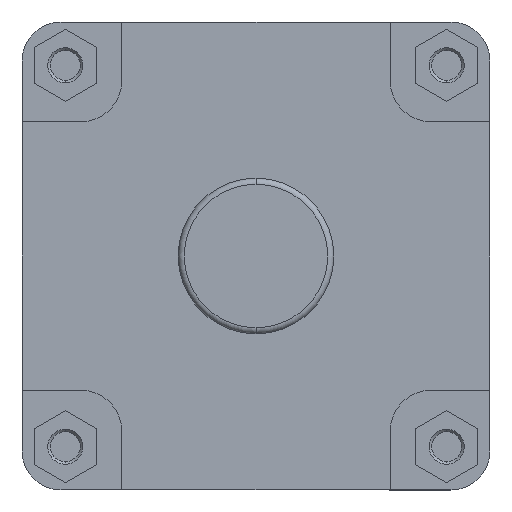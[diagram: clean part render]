
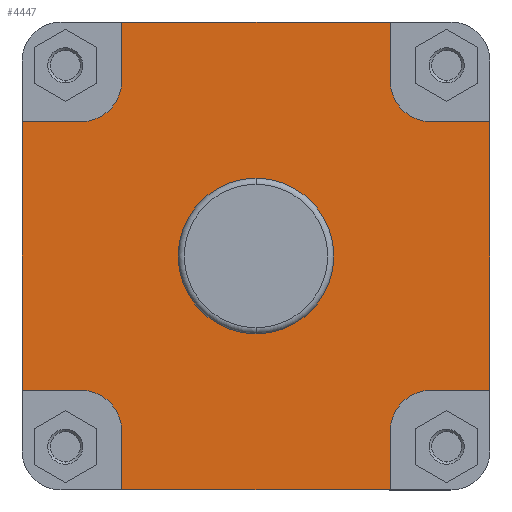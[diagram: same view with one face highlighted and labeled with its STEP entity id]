
A CAD part, left-side view. The second image highlights one B-rep face of the part: STEP entity #4447.
In plain terms, the highlighted planar face has unit normal (-1, 0, 0).
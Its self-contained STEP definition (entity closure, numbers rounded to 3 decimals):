
#132 = CARTESIAN_POINT ( 'NONE',  ( 67., 44.9, 0. ) ) ;
#143 = PLANE ( 'NONE',  #4006 ) ;
#144 = DIRECTION ( 'NONE',  ( 1., 0., 0. ) ) ;
#145 = DIRECTION ( 'NONE',  ( 0., 0., -1. ) ) ;
#595 = FACE_OUTER_BOUND ( 'NONE', #5427, .T. ) ;
#602 = FACE_BOUND ( 'NONE', #5452, .T. ) ;
#807 = LINE ( 'NONE', #1485, #819 ) ;
#809 = VECTOR ( 'NONE', #1476, 1000. ) ;
#810 = LINE ( 'NONE', #1475, #813 ) ;
#811 = LINE ( 'NONE', #1470, #809 ) ;
#813 = VECTOR ( 'NONE', #1478, 1000. ) ;
#814 = VECTOR ( 'NONE', #1486, 1000. ) ;
#817 = LINE ( 'NONE', #1477, #814 ) ;
#818 = CIRCLE ( 'NONE', #4062, 23.5 ) ;
#819 = VECTOR ( 'NONE', #1488, 1000. ) ;
#820 = VECTOR ( 'NONE', #1496, 1000. ) ;
#821 = LINE ( 'NONE', #1490, #822 ) ;
#822 = VECTOR ( 'NONE', #1491, 1000. ) ;
#823 = VECTOR ( 'NONE', #1500, 1000. ) ;
#825 = LINE ( 'NONE', #1489, #820 ) ;
#828 = LINE ( 'NONE', #1487, #823 ) ;
#829 = CIRCLE ( 'NONE', #4067, 23.5 ) ;
#1101 = VECTOR ( 'NONE', #1899, 1000. ) ;
#1107 = LINE ( 'NONE', #1898, #1101 ) ;
#1108 = LINE ( 'NONE', #1880, #1112 ) ;
#1112 = VECTOR ( 'NONE', #1893, 1000. ) ;
#1114 = LINE ( 'NONE', #1894, #1115 ) ;
#1115 = VECTOR ( 'NONE', #1895, 1000. ) ;
#1118 = CIRCLE ( 'NONE', #4116, 23.5 ) ;
#1121 = LINE ( 'NONE', #1902, #1122 ) ;
#1122 = VECTOR ( 'NONE', #1903, 1000. ) ;
#1200 = CIRCLE ( 'NONE', #4134, 23.5 ) ;
#1255 = LINE ( 'NONE', #2099, #1256 ) ;
#1256 = VECTOR ( 'NONE', #2100, 1000. ) ;
#1259 = CIRCLE ( 'NONE', #4153, 44.9 ) ;
#1299 = CIRCLE ( 'NONE', #4157, 44.9 ) ;
#1470 = CARTESIAN_POINT ( 'NONE',  ( 67., -135., -77.5 ) ) ;
#1475 = CARTESIAN_POINT ( 'NONE',  ( 67., -297.141, 135. ) ) ;
#1476 = DIRECTION ( 'NONE',  ( 0., 1., 0. ) ) ;
#1477 = CARTESIAN_POINT ( 'NONE',  ( 67., -135., 0. ) ) ;
#1478 = DIRECTION ( 'NONE',  ( 0., -1., 0. ) ) ;
#1482 = CARTESIAN_POINT ( 'NONE',  ( 67., -101., -101. ) ) ;
#1483 = DIRECTION ( 'NONE',  ( -1., 0., 0. ) ) ;
#1484 = DIRECTION ( 'NONE',  ( 0., 0., -1. ) ) ;
#1485 = CARTESIAN_POINT ( 'NONE',  ( 67., -77.5, 135. ) ) ;
#1486 = DIRECTION ( 'NONE',  ( 0., 0., 1. ) ) ;
#1487 = CARTESIAN_POINT ( 'NONE',  ( 67., 77.5, 101. ) ) ;
#1488 = DIRECTION ( 'NONE',  ( 0., 0., -1. ) ) ;
#1489 = CARTESIAN_POINT ( 'NONE',  ( 67., -101., 77.5 ) ) ;
#1490 = CARTESIAN_POINT ( 'NONE',  ( 67., -77.5, -101. ) ) ;
#1491 = DIRECTION ( 'NONE',  ( 0., 0., -1. ) ) ;
#1495 = CARTESIAN_POINT ( 'NONE',  ( 67., -101., 101. ) ) ;
#1496 = DIRECTION ( 'NONE',  ( 0., -1., 0. ) ) ;
#1497 = DIRECTION ( 'NONE',  ( -1., 0., 0. ) ) ;
#1498 = DIRECTION ( 'NONE',  ( 0., 0., -1. ) ) ;
#1500 = DIRECTION ( 'NONE',  ( 0., 0., 1. ) ) ;
#1880 = CARTESIAN_POINT ( 'NONE',  ( 67., 135., 0. ) ) ;
#1892 = CARTESIAN_POINT ( 'NONE',  ( 67., 101., -101. ) ) ;
#1893 = DIRECTION ( 'NONE',  ( 0., 0., 1. ) ) ;
#1894 = CARTESIAN_POINT ( 'NONE',  ( 67., 135., 77.5 ) ) ;
#1895 = DIRECTION ( 'NONE',  ( 0., -1., 0. ) ) ;
#1896 = DIRECTION ( 'NONE',  ( -1., 0., 0. ) ) ;
#1897 = DIRECTION ( 'NONE',  ( 0., 0., -1. ) ) ;
#1898 = CARTESIAN_POINT ( 'NONE',  ( 67., 101., -77.5 ) ) ;
#1899 = DIRECTION ( 'NONE',  ( 0., 1., 0. ) ) ;
#1902 = CARTESIAN_POINT ( 'NONE',  ( 67., 77.5, -135. ) ) ;
#1903 = DIRECTION ( 'NONE',  ( 0., 0., 1. ) ) ;
#2003 = CARTESIAN_POINT ( 'NONE',  ( 67., 101., 101. ) ) ;
#2012 = DIRECTION ( 'NONE',  ( -1., 0., 0. ) ) ;
#2013 = DIRECTION ( 'NONE',  ( 0., 0., -1. ) ) ;
#2090 = CARTESIAN_POINT ( 'NONE',  ( 67., 0., 0. ) ) ;
#2099 = CARTESIAN_POINT ( 'NONE',  ( 67., -297.141, -135. ) ) ;
#2100 = DIRECTION ( 'NONE',  ( 0., -1., 0. ) ) ;
#2105 = DIRECTION ( 'NONE',  ( -1., 0., 0. ) ) ;
#2106 = DIRECTION ( 'NONE',  ( 0., 0., 1. ) ) ;
#2148 = CARTESIAN_POINT ( 'NONE',  ( 67., 0., 0. ) ) ;
#2157 = DIRECTION ( 'NONE',  ( -1., 0., 0. ) ) ;
#2158 = DIRECTION ( 'NONE',  ( 0., 0., 1. ) ) ;
#3236 = CARTESIAN_POINT ( 'NONE',  ( 67., -135., 77.5 ) ) ;
#3245 = CARTESIAN_POINT ( 'NONE',  ( 67., -77.5, -101. ) ) ;
#3246 = CARTESIAN_POINT ( 'NONE',  ( 67., 77.5, -101. ) ) ;
#3248 = CARTESIAN_POINT ( 'NONE',  ( 67., 77.5, 135. ) ) ;
#3250 = CARTESIAN_POINT ( 'NONE',  ( 67., 101., 77.5 ) ) ;
#3254 = CARTESIAN_POINT ( 'NONE',  ( 67., -101., -77.5 ) ) ;
#3256 = CARTESIAN_POINT ( 'NONE',  ( 67., -77.5, 101. ) ) ;
#3351 = VERTEX_POINT ( 'NONE', #6273 ) ;
#3354 = VERTEX_POINT ( 'NONE', #6233 ) ;
#3355 = VERTEX_POINT ( 'NONE', #6182 ) ;
#3364 = VERTEX_POINT ( 'NONE', #6282 ) ;
#3366 = VERTEX_POINT ( 'NONE', #6179 ) ;
#3368 = VERTEX_POINT ( 'NONE', #6286 ) ;
#3379 = VERTEX_POINT ( 'NONE', #6218 ) ;
#3381 = VERTEX_POINT ( 'NONE', #6280 ) ;
#3383 = VERTEX_POINT ( 'NONE', #6261 ) ;
#3466 = VERTEX_POINT ( 'NONE', #3256 ) ;
#3468 = VERTEX_POINT ( 'NONE', #3254 ) ;
#3472 = VERTEX_POINT ( 'NONE', #3250 ) ;
#3474 = VERTEX_POINT ( 'NONE', #3248 ) ;
#3476 = VERTEX_POINT ( 'NONE', #3246 ) ;
#3477 = VERTEX_POINT ( 'NONE', #3245 ) ;
#3486 = VERTEX_POINT ( 'NONE', #3236 ) ;
#3527 = VERTEX_POINT ( 'NONE', #6325 ) ;
#3545 = VERTEX_POINT ( 'NONE', #6343 ) ;
#4006 = AXIS2_PLACEMENT_3D ( 'NONE', #132, #144, #145 ) ;
#4062 = AXIS2_PLACEMENT_3D ( 'NONE', #1482, #1483, #1484 ) ;
#4067 = AXIS2_PLACEMENT_3D ( 'NONE', #1495, #1497, #1498 ) ;
#4116 = AXIS2_PLACEMENT_3D ( 'NONE', #1892, #1896, #1897 ) ;
#4134 = AXIS2_PLACEMENT_3D ( 'NONE', #2003, #2012, #2013 ) ;
#4153 = AXIS2_PLACEMENT_3D ( 'NONE', #2090, #2105, #2106 ) ;
#4157 = AXIS2_PLACEMENT_3D ( 'NONE', #2148, #2157, #2158 ) ;
#4447 = ADVANCED_FACE ( 'NONE', ( #602, #595 ), #143, .F. ) ;
#5049 = ORIENTED_EDGE ( 'NONE', *, *, #5940, .F. ) ;
#5050 = ORIENTED_EDGE ( 'NONE', *, *, #5937, .F. ) ;
#5051 = ORIENTED_EDGE ( 'NONE', *, *, #5938, .F. ) ;
#5052 = ORIENTED_EDGE ( 'NONE', *, *, #5935, .F. ) ;
#5053 = ORIENTED_EDGE ( 'NONE', *, *, #5936, .F. ) ;
#5054 = ORIENTED_EDGE ( 'NONE', *, *, #5987, .F. ) ;
#5055 = ORIENTED_EDGE ( 'NONE', *, *, #5766, .F. ) ;
#5056 = ORIENTED_EDGE ( 'NONE', *, *, #5757, .F. ) ;
#5057 = ORIENTED_EDGE ( 'NONE', *, *, #5761, .F. ) ;
#5058 = ORIENTED_EDGE ( 'NONE', *, *, #5765, .F. ) ;
#5059 = ORIENTED_EDGE ( 'NONE', *, *, #5764, .F. ) ;
#5060 = ORIENTED_EDGE ( 'NONE', *, *, #5760, .T. ) ;
#5061 = ORIENTED_EDGE ( 'NONE', *, *, #5756, .F. ) ;
#5062 = ORIENTED_EDGE ( 'NONE', *, *, #5759, .F. ) ;
#5063 = ORIENTED_EDGE ( 'NONE', *, *, #5762, .F. ) ;
#5064 = ORIENTED_EDGE ( 'NONE', *, *, #6023, .T. ) ;
#5065 = ORIENTED_EDGE ( 'NONE', *, *, #6048, .F. ) ;
#5066 = ORIENTED_EDGE ( 'NONE', *, *, #6025, .F. ) ;
#5427 = EDGE_LOOP ( 'NONE', ( #5064, #5063, #5062, #5061, #5060, #5059, #5058, #5057, #5056, #5055, #5054, #5053, #5052, #5051, #5050, #5049 ) ) ;
#5452 = EDGE_LOOP ( 'NONE', ( #5066, #5065 ) ) ;
#5756 = EDGE_CURVE ( 'NONE', #3366, #3468, #811, .T. ) ;
#5757 = EDGE_CURVE ( 'NONE', #3474, #3368, #810, .T. ) ;
#5759 = EDGE_CURVE ( 'NONE', #3468, #3477, #818, .T. ) ;
#5760 = EDGE_CURVE ( 'NONE', #3366, #3486, #817, .T. ) ;
#5761 = EDGE_CURVE ( 'NONE', #3368, #3466, #807, .T. ) ;
#5762 = EDGE_CURVE ( 'NONE', #3477, #3351, #821, .T. ) ;
#5764 = EDGE_CURVE ( 'NONE', #3355, #3486, #825, .T. ) ;
#5765 = EDGE_CURVE ( 'NONE', #3466, #3355, #829, .T. ) ;
#5766 = EDGE_CURVE ( 'NONE', #3379, #3474, #828, .T. ) ;
#5935 = EDGE_CURVE ( 'NONE', #3383, #3364, #1108, .T. ) ;
#5936 = EDGE_CURVE ( 'NONE', #3364, #3472, #1114, .T. ) ;
#5937 = EDGE_CURVE ( 'NONE', #3476, #3354, #1118, .T. ) ;
#5938 = EDGE_CURVE ( 'NONE', #3354, #3383, #1107, .T. ) ;
#5940 = EDGE_CURVE ( 'NONE', #3381, #3476, #1121, .T. ) ;
#5987 = EDGE_CURVE ( 'NONE', #3472, #3379, #1200, .T. ) ;
#6023 = EDGE_CURVE ( 'NONE', #3381, #3351, #1255, .T. ) ;
#6025 = EDGE_CURVE ( 'NONE', #3545, #3527, #1259, .T. ) ;
#6048 = EDGE_CURVE ( 'NONE', #3527, #3545, #1299, .T. ) ;
#6179 = CARTESIAN_POINT ( 'NONE',  ( 67., -135., -77.5 ) ) ;
#6182 = CARTESIAN_POINT ( 'NONE',  ( 67., -101., 77.5 ) ) ;
#6218 = CARTESIAN_POINT ( 'NONE',  ( 67., 77.5, 101. ) ) ;
#6233 = CARTESIAN_POINT ( 'NONE',  ( 67., 101., -77.5 ) ) ;
#6261 = CARTESIAN_POINT ( 'NONE',  ( 67., 135., -77.5 ) ) ;
#6273 = CARTESIAN_POINT ( 'NONE',  ( 67., -77.5, -135. ) ) ;
#6280 = CARTESIAN_POINT ( 'NONE',  ( 67., 77.5, -135. ) ) ;
#6282 = CARTESIAN_POINT ( 'NONE',  ( 67., 135., 77.5 ) ) ;
#6286 = CARTESIAN_POINT ( 'NONE',  ( 67., -77.5, 135. ) ) ;
#6325 = CARTESIAN_POINT ( 'NONE',  ( 67., 0., -44.9 ) ) ;
#6343 = CARTESIAN_POINT ( 'NONE',  ( 67., 0., 44.9 ) ) ;
